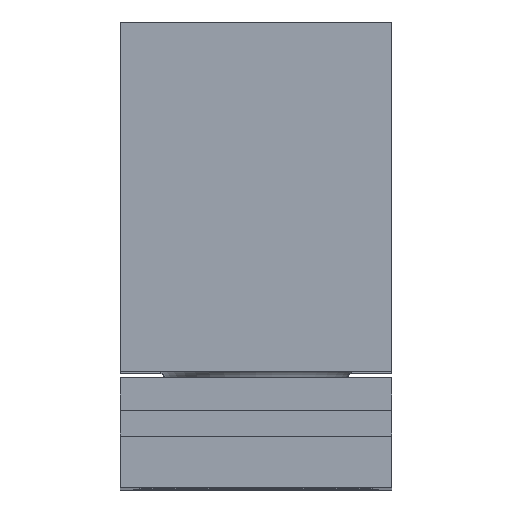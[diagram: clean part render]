
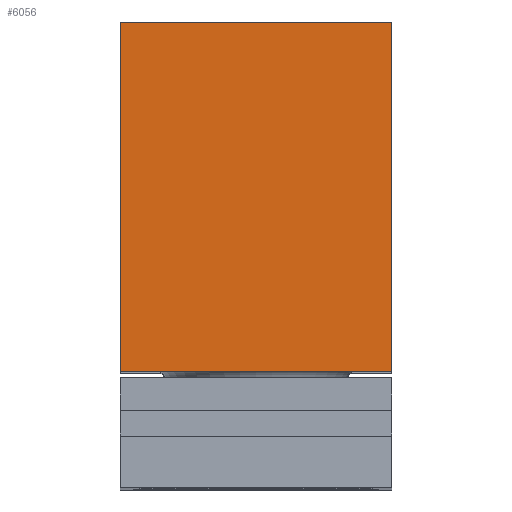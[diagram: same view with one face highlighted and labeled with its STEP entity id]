
A CAD part, top view. The second image highlights one B-rep face of the part: STEP entity #6056.
In plain terms, the highlighted face is planar.
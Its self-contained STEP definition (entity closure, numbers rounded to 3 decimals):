
#784=ORIENTED_EDGE('',*,*,#2232,.F.);
#785=ORIENTED_EDGE('',*,*,#2240,.F.);
#786=ORIENTED_EDGE('',*,*,#2234,.F.);
#787=ORIENTED_EDGE('',*,*,#2224,.F.);
#2224=EDGE_CURVE('',#3002,#3003,#3626,.T.);
#2232=EDGE_CURVE('',#3009,#3002,#3634,.T.);
#2234=EDGE_CURVE('',#3003,#3011,#3636,.T.);
#2240=EDGE_CURVE('',#3011,#3009,#3642,.T.);
#3002=VERTEX_POINT('',#10059);
#3003=VERTEX_POINT('',#10061);
#3009=VERTEX_POINT('',#10075);
#3011=VERTEX_POINT('',#10081);
#3626=LINE('',#10060,#4351);
#3634=LINE('',#10076,#4359);
#3636=LINE('',#10080,#4361);
#3642=LINE('',#10092,#4367);
#4351=VECTOR('',#8356,1000.);
#4359=VECTOR('',#8366,1000.);
#4361=VECTOR('',#8370,1000.);
#4367=VECTOR('',#8378,1000.);
#4989=EDGE_LOOP('',(#784,#785,#786,#787));
#5395=FACE_BOUND('',#4989,.T.);
#5759=PLANE('',#7537);
#6056=ADVANCED_FACE('',(#5395),#5759,.F.);
#7537=AXIS2_PLACEMENT_3D('',#10094,#8380,#8381);
#8356=DIRECTION('',(1.,0.,0.));
#8366=DIRECTION('',(0.,-1.,0.));
#8370=DIRECTION('',(0.,1.,0.));
#8378=DIRECTION('',(-1.,0.,0.));
#8380=DIRECTION('',(0.,0.,1.));
#8381=DIRECTION('',(1.,0.,0.));
#10059=CARTESIAN_POINT('',(-42.,-54.,-19.));
#10060=CARTESIAN_POINT('',(-42.,-54.,-19.));
#10061=CARTESIAN_POINT('',(0.,-54.,-19.));
#10075=CARTESIAN_POINT('',(-42.,0.,-19.));
#10076=CARTESIAN_POINT('',(-42.,0.,-19.));
#10080=CARTESIAN_POINT('',(0.,-54.,-19.));
#10081=CARTESIAN_POINT('',(0.,0.,-19.));
#10092=CARTESIAN_POINT('',(0.,0.,-19.));
#10094=CARTESIAN_POINT('',(0.,0.,-19.));
